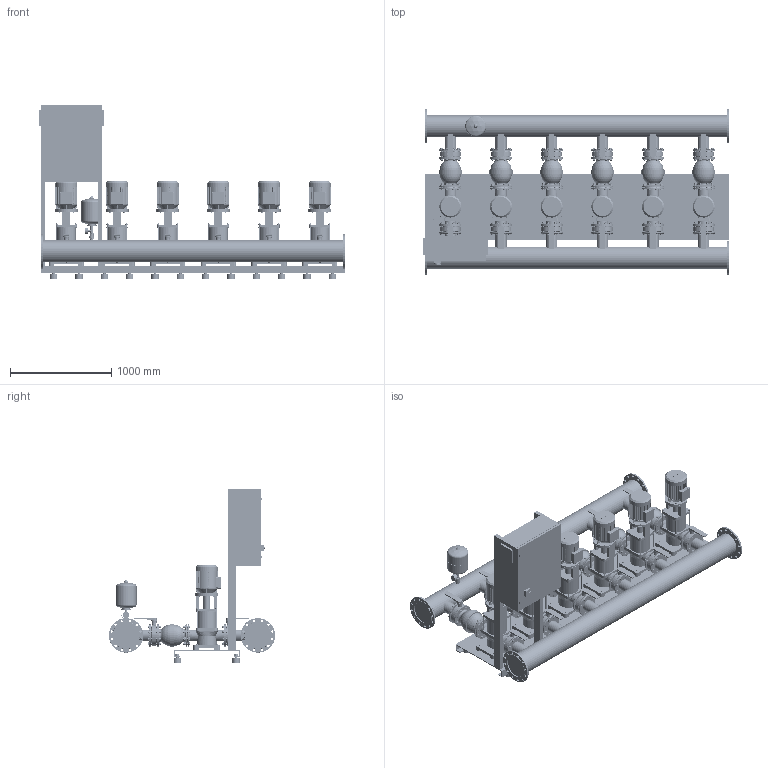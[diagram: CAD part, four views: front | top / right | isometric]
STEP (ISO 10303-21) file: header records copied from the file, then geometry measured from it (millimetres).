
FILE_DESCRIPTION((''),'2;1');
FILE_NAME('3d_CO-6MVI7001_1-2523233.stp','2011-08-26T14:03:30',(''),(''),'Mechanical Desktop 2009','Mechanical Desktop 2009',', , ');
FILE_SCHEMA(('CONFIG_CONTROL_DESIGN'));
Length unit declared in the file: millimetre
Products named in the file (1): Product
Bounding box: 3020 x 1639.55 x 1708 mm (x, y, z)
Volume: 714035510.3 mm3; surface area: 32179740.2 mm2
Topology: 352 solids, 352 shells, 10321 faces, 24735 edges, 16042 vertices
Faces by surface type: plane 5203, cylinder 2870, bspline 1354, cone 640, torus 180, sphere 74
Full cylindrical faces by diameter (mm): 114.3 x12, 205 x12
Entity records: 323351 total; most frequent: CARTESIAN_POINT 79333, DIRECTION 51083, ORIENTED_EDGE 49326, EDGE_CURVE 24663, AXIS2_PLACEMENT_3D 17826, VERTEX_POINT 16024, VECTOR 15431, LINE 15431
